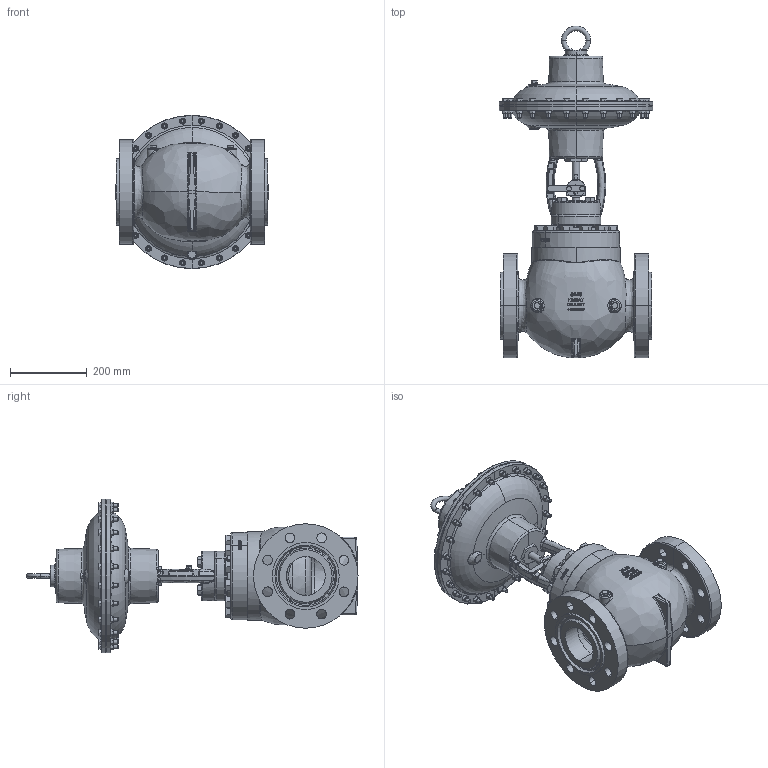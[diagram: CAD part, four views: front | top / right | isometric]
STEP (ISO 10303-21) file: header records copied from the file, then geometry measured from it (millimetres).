
FILE_DESCRIPTION (( 'STEP AP214' ), '1' );
FILE_NAME ('CVC4DJTW0002S-HPCV.STEP', '2025-08-25T17:55:46', ( '' ), ( '' ), 'SwSTEP 2.0', 'SolidWorks 2024', '' );
FILE_SCHEMA (( 'AUTOMOTIVE_DESIGN' ));
Length unit declared in the file: inch
Products named in the file (1): CVC4DJTW0002S-HPCV
Bounding box: 400.84 x 867.92 x 400.84 mm (x, y, z)
Volume: 25235739.8 mm3; surface area: 1547729.7 mm2
Topology: 1 solids, 1 shells, 3092 faces, 7685 edges, 4776 vertices
Faces by surface type: plane 1245, bspline 701, cone 668, cylinder 320, torus 126, sphere 32
Entity records: 238826 total; most frequent: CARTESIAN_POINT 173793, ORIENTED_EDGE 15238, DIRECTION 10652, EDGE_CURVE 7619, VERTEX_POINT 4776, AXIS2_PLACEMENT_3D 4131, B_SPLINE_CURVE_WITH_KNOTS 3435, EDGE_LOOP 3385
